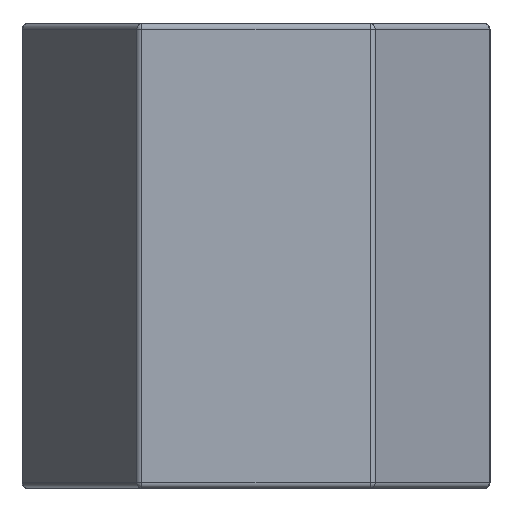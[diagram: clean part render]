
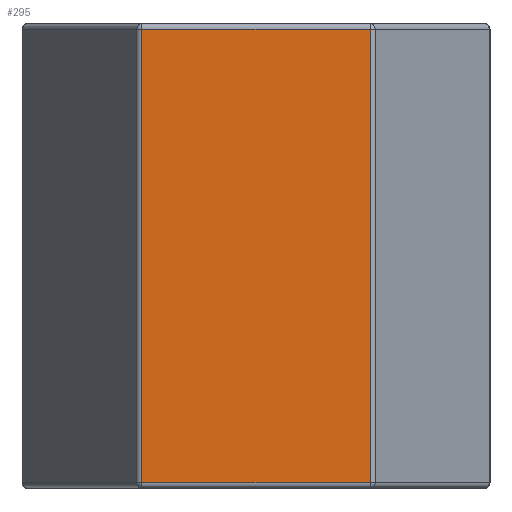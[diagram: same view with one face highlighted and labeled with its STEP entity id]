
A CAD part, front view. The second image highlights one B-rep face of the part: STEP entity #295.
In plain terms, the highlighted planar face has unit normal (0, -1, 0).
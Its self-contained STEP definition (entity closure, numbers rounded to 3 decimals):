
#7 = PLANE ( 'NONE',  #344 ) ;
#12 = EDGE_LOOP ( 'NONE', ( #614, #367, #839, #104 ) ) ;
#104 = ORIENTED_EDGE ( 'NONE', *, *, #899, .T. ) ;
#145 = CARTESIAN_POINT ( 'NONE',  ( -2.021, -3.5, 0.1 ) ) ;
#265 = DIRECTION ( 'NONE',  ( 1., 0., 0. ) ) ;
#274 = VERTEX_POINT ( 'NONE', #1188 ) ;
#295 = ADVANCED_FACE ( 'NONE', ( #1109 ), #7, .F. ) ;
#303 = LINE ( 'NONE', #937, #778 ) ;
#336 = LINE ( 'NONE', #145, #1254 ) ;
#344 = AXIS2_PLACEMENT_3D ( 'NONE', #1245, #1261, #1166 ) ;
#367 = ORIENTED_EDGE ( 'NONE', *, *, #892, .T. ) ;
#390 = LINE ( 'NONE', #456, #1115 ) ;
#414 = VERTEX_POINT ( 'NONE', #1061 ) ;
#456 = CARTESIAN_POINT ( 'NONE',  ( -2.021, -3.5, 7.9 ) ) ;
#467 = DIRECTION ( 'NONE',  ( 0., 0., -1. ) ) ;
#550 = DIRECTION ( 'NONE',  ( -1., 0., 0. ) ) ;
#557 = VECTOR ( 'NONE', #467, 1000. ) ;
#586 = LINE ( 'NONE', #1120, #557 ) ;
#614 = ORIENTED_EDGE ( 'NONE', *, *, #868, .T. ) ;
#690 = CARTESIAN_POINT ( 'NONE',  ( -1.963, -3.5, 7.9 ) ) ;
#778 = VECTOR ( 'NONE', #1047, 1000. ) ;
#816 = VERTEX_POINT ( 'NONE', #921 ) ;
#839 = ORIENTED_EDGE ( 'NONE', *, *, #895, .T. ) ;
#868 = EDGE_CURVE ( 'NONE', #816, #1067, #390, .T. ) ;
#892 = EDGE_CURVE ( 'NONE', #1067, #274, #586, .T. ) ;
#895 = EDGE_CURVE ( 'NONE', #274, #414, #336, .T. ) ;
#899 = EDGE_CURVE ( 'NONE', #414, #816, #303, .T. ) ;
#921 = CARTESIAN_POINT ( 'NONE',  ( 1.963, -3.5, 7.9 ) ) ;
#937 = CARTESIAN_POINT ( 'NONE',  ( 1.963, -3.5, 8. ) ) ;
#1047 = DIRECTION ( 'NONE',  ( 0., 0., 1. ) ) ;
#1061 = CARTESIAN_POINT ( 'NONE',  ( 1.963, -3.5, 0.1 ) ) ;
#1067 = VERTEX_POINT ( 'NONE', #690 ) ;
#1109 = FACE_OUTER_BOUND ( 'NONE', #12, .T. ) ;
#1115 = VECTOR ( 'NONE', #550, 1000. ) ;
#1120 = CARTESIAN_POINT ( 'NONE',  ( -1.963, -3.5, 8. ) ) ;
#1166 = DIRECTION ( 'NONE',  ( -1., 0., 0. ) ) ;
#1188 = CARTESIAN_POINT ( 'NONE',  ( -1.963, -3.5, 0.1 ) ) ;
#1245 = CARTESIAN_POINT ( 'NONE',  ( -2.021, -3.5, 8. ) ) ;
#1254 = VECTOR ( 'NONE', #265, 1000. ) ;
#1261 = DIRECTION ( 'NONE',  ( 0., 1., 0. ) ) ;
